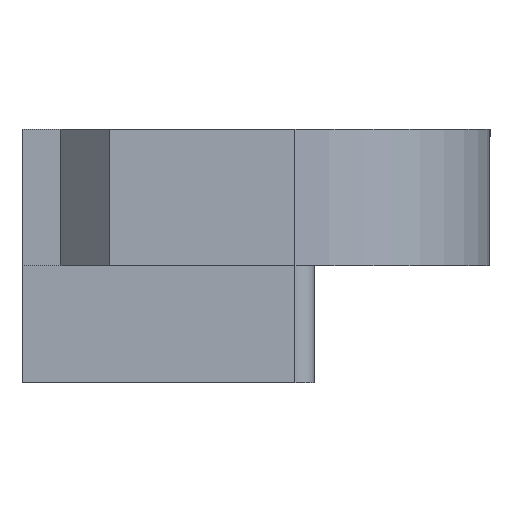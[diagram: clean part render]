
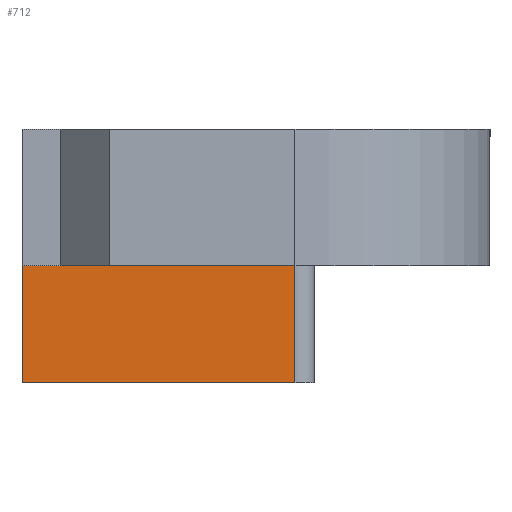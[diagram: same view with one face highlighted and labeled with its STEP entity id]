
A CAD part, front view. The second image highlights one B-rep face of the part: STEP entity #712.
In plain terms, the highlighted planar face has unit normal (0, -1, 0).
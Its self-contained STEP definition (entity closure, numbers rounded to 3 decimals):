
#347 = VERTEX_POINT('',#348);
#348 = CARTESIAN_POINT('',(-5.,-28.,-3.5));
#355 = EDGE_CURVE('',#356,#347,#358,.T.);
#356 = VERTEX_POINT('',#357);
#357 = CARTESIAN_POINT('',(-11.,-28.,-3.5));
#358 = LINE('',#359,#360);
#359 = CARTESIAN_POINT('',(-9.136,-28.,-3.5));
#360 = VECTOR('',#361,1.);
#361 = DIRECTION('',(1.,0.,0.));
#712 = ADVANCED_FACE('',(#713),#746,.T.);
#713 = FACE_BOUND('',#714,.T.);
#714 = EDGE_LOOP('',(#715,#723,#731,#739,#745));
#715 = ORIENTED_EDGE('',*,*,#716,.T.);
#716 = EDGE_CURVE('',#356,#717,#719,.T.);
#717 = VERTEX_POINT('',#718);
#718 = CARTESIAN_POINT('',(-12.,-28.,-3.5));
#719 = LINE('',#720,#721);
#720 = CARTESIAN_POINT('',(-11.,-28.,-3.5));
#721 = VECTOR('',#722,1.);
#722 = DIRECTION('',(-1.,0.,0.));
#723 = ORIENTED_EDGE('',*,*,#724,.T.);
#724 = EDGE_CURVE('',#717,#725,#727,.T.);
#725 = VERTEX_POINT('',#726);
#726 = CARTESIAN_POINT('',(-12.,-28.,-6.5));
#727 = LINE('',#728,#729);
#728 = CARTESIAN_POINT('',(-12.,-28.,0.));
#729 = VECTOR('',#730,1.);
#730 = DIRECTION('',(-0.,-0.,-1.));
#731 = ORIENTED_EDGE('',*,*,#732,.T.);
#732 = EDGE_CURVE('',#725,#733,#735,.T.);
#733 = VERTEX_POINT('',#734);
#734 = CARTESIAN_POINT('',(-5.,-28.,-6.5));
#735 = LINE('',#736,#737);
#736 = CARTESIAN_POINT('',(-12.,-28.,-6.5));
#737 = VECTOR('',#738,1.);
#738 = DIRECTION('',(1.,0.,0.));
#739 = ORIENTED_EDGE('',*,*,#740,.F.);
#740 = EDGE_CURVE('',#347,#733,#741,.T.);
#741 = LINE('',#742,#743);
#742 = CARTESIAN_POINT('',(-5.,-28.,0.));
#743 = VECTOR('',#744,1.);
#744 = DIRECTION('',(-0.,-0.,-1.));
#745 = ORIENTED_EDGE('',*,*,#355,.F.);
#746 = PLANE('',#747);
#747 = AXIS2_PLACEMENT_3D('',#748,#749,#750);
#748 = CARTESIAN_POINT('',(-12.,-28.,0.));
#749 = DIRECTION('',(0.,-1.,0.));
#750 = DIRECTION('',(1.,0.,0.));
